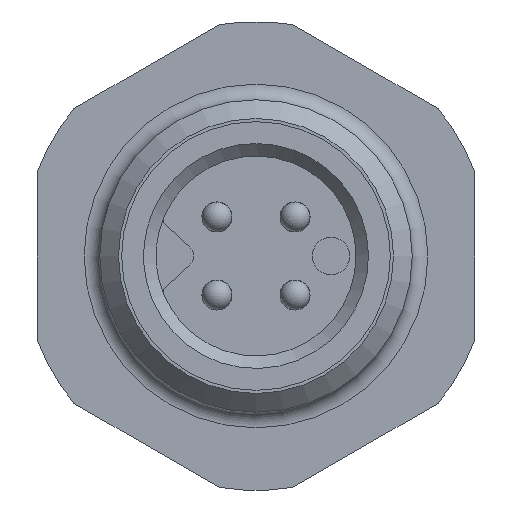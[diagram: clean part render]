
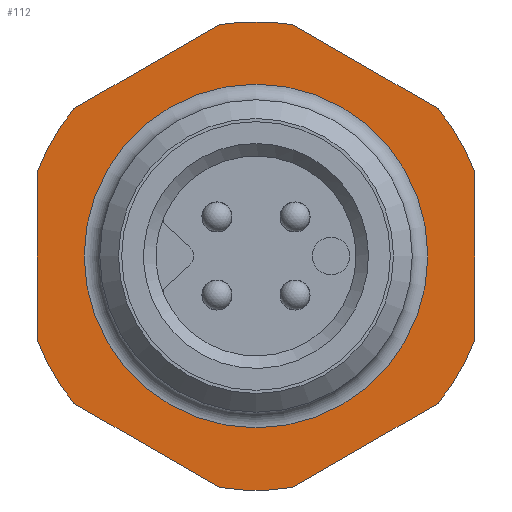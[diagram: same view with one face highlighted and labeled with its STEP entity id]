
A CAD part, left-side view. The second image highlights one B-rep face of the part: STEP entity #112.
In plain terms, the highlighted planar face has unit normal (-1, 0, 0).
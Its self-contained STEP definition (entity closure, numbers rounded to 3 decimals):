
#112=ADVANCED_FACE('',(#188,#189),#162,.F.);
#162=PLANE('',#832);
#188=FACE_BOUND('',#259,.T.);
#189=FACE_BOUND('',#260,.T.);
#259=EDGE_LOOP('',(#437));
#260=EDGE_LOOP('',(#438,#439,#440,#441,#442,#443,#444,#445,#446,#447,#448,
#449));
#349=CIRCLE('',#816,3.75);
#350=CIRCLE('',#818,3.75);
#351=CIRCLE('',#820,3.75);
#352=CIRCLE('',#822,3.75);
#353=CIRCLE('',#824,3.75);
#354=CIRCLE('',#826,3.75);
#357=CIRCLE('',#831,2.75);
#437=ORIENTED_EDGE('',*,*,#682,.T.);
#438=ORIENTED_EDGE('',*,*,#678,.T.);
#439=ORIENTED_EDGE('',*,*,#683,.T.);
#440=ORIENTED_EDGE('',*,*,#664,.T.);
#441=ORIENTED_EDGE('',*,*,#684,.T.);
#442=ORIENTED_EDGE('',*,*,#667,.T.);
#443=ORIENTED_EDGE('',*,*,#685,.T.);
#444=ORIENTED_EDGE('',*,*,#670,.T.);
#445=ORIENTED_EDGE('',*,*,#686,.T.);
#446=ORIENTED_EDGE('',*,*,#673,.T.);
#447=ORIENTED_EDGE('',*,*,#687,.T.);
#448=ORIENTED_EDGE('',*,*,#676,.T.);
#449=ORIENTED_EDGE('',*,*,#688,.T.);
#591=VERTEX_POINT('',#1212);
#592=VERTEX_POINT('',#1214);
#593=VERTEX_POINT('',#1218);
#594=VERTEX_POINT('',#1220);
#595=VERTEX_POINT('',#1224);
#596=VERTEX_POINT('',#1226);
#597=VERTEX_POINT('',#1230);
#598=VERTEX_POINT('',#1232);
#599=VERTEX_POINT('',#1236);
#600=VERTEX_POINT('',#1238);
#601=VERTEX_POINT('',#1242);
#602=VERTEX_POINT('',#1244);
#605=VERTEX_POINT('',#1253);
#664=EDGE_CURVE('',#591,#592,#349,.T.);
#667=EDGE_CURVE('',#593,#594,#350,.T.);
#670=EDGE_CURVE('',#595,#596,#351,.T.);
#673=EDGE_CURVE('',#597,#598,#352,.T.);
#676=EDGE_CURVE('',#599,#600,#353,.T.);
#678=EDGE_CURVE('',#602,#601,#354,.T.);
#682=EDGE_CURVE('',#605,#605,#357,.T.);
#683=EDGE_CURVE('',#601,#591,#757,.T.);
#684=EDGE_CURVE('',#592,#593,#758,.T.);
#685=EDGE_CURVE('',#594,#595,#759,.T.);
#686=EDGE_CURVE('',#596,#597,#760,.T.);
#687=EDGE_CURVE('',#598,#599,#761,.T.);
#688=EDGE_CURVE('',#600,#602,#762,.T.);
#757=LINE('',#1254,#791);
#758=LINE('',#1255,#792);
#759=LINE('',#1256,#793);
#760=LINE('',#1257,#794);
#761=LINE('',#1258,#795);
#762=LINE('',#1259,#796);
#791=VECTOR('',#989,1.);
#792=VECTOR('',#990,1.);
#793=VECTOR('',#991,1.);
#794=VECTOR('',#992,1.);
#795=VECTOR('',#993,1.);
#796=VECTOR('',#994,1.);
#816=AXIS2_PLACEMENT_3D('',#1215,#947,#948);
#818=AXIS2_PLACEMENT_3D('',#1221,#953,#954);
#820=AXIS2_PLACEMENT_3D('',#1227,#959,#960);
#822=AXIS2_PLACEMENT_3D('',#1233,#965,#966);
#824=AXIS2_PLACEMENT_3D('',#1239,#971,#972);
#826=AXIS2_PLACEMENT_3D('',#1243,#976,#977);
#831=AXIS2_PLACEMENT_3D('',#1252,#987,#988);
#832=AXIS2_PLACEMENT_3D('',#1260,#995,#996);
#947=DIRECTION('',(-1.,0.,0.));
#948=DIRECTION('',(0.,0.,-1.));
#953=DIRECTION('',(-1.,0.,0.));
#954=DIRECTION('',(0.,0.,-1.));
#959=DIRECTION('',(-1.,0.,0.));
#960=DIRECTION('',(0.,0.,-1.));
#965=DIRECTION('',(-1.,0.,0.));
#966=DIRECTION('',(0.,0.,-1.));
#971=DIRECTION('',(-1.,0.,0.));
#972=DIRECTION('',(0.,0.,-1.));
#976=DIRECTION('',(-1.,0.,0.));
#977=DIRECTION('',(0.,0.,-1.));
#987=DIRECTION('',(1.,0.,0.));
#988=DIRECTION('',(0.,0.,-1.));
#989=DIRECTION('',(0.,-0.866,-0.5));
#990=DIRECTION('',(0.,-0.866,0.5));
#991=DIRECTION('',(0.,0.,1.));
#992=DIRECTION('',(0.,0.866,0.5));
#993=DIRECTION('',(0.,0.866,-0.5));
#994=DIRECTION('',(0.,0.,-1.));
#995=DIRECTION('',(1.,0.,0.));
#996=DIRECTION('',(0.,0.,1.));
#1212=CARTESIAN_POINT('',(5.7,0.584,-3.704));
#1214=CARTESIAN_POINT('',(5.7,-0.584,-3.704));
#1215=CARTESIAN_POINT('',(5.7,0.,0.));
#1218=CARTESIAN_POINT('',(5.7,-2.916,-2.358));
#1220=CARTESIAN_POINT('',(5.7,-3.5,-1.346));
#1221=CARTESIAN_POINT('',(5.7,0.,0.));
#1224=CARTESIAN_POINT('',(5.7,-3.5,1.346));
#1226=CARTESIAN_POINT('',(5.7,-2.916,2.358));
#1227=CARTESIAN_POINT('',(5.7,0.,0.));
#1230=CARTESIAN_POINT('',(5.7,-0.584,3.704));
#1232=CARTESIAN_POINT('',(5.7,0.584,3.704));
#1233=CARTESIAN_POINT('',(5.7,0.,0.));
#1236=CARTESIAN_POINT('',(5.7,2.916,2.358));
#1238=CARTESIAN_POINT('',(5.7,3.5,1.346));
#1239=CARTESIAN_POINT('',(5.7,0.,0.));
#1242=CARTESIAN_POINT('',(5.7,2.916,-2.358));
#1243=CARTESIAN_POINT('',(5.7,0.,0.));
#1244=CARTESIAN_POINT('',(5.7,3.5,-1.346));
#1252=CARTESIAN_POINT('',(5.7,0.,0.));
#1253=CARTESIAN_POINT('',(5.7,0.,-2.75));
#1254=CARTESIAN_POINT('',(5.7,3.915,-1.781));
#1255=CARTESIAN_POINT('',(5.7,0.415,-4.281));
#1256=CARTESIAN_POINT('',(5.7,-3.5,-2.5));
#1257=CARTESIAN_POINT('',(5.7,-3.915,1.781));
#1258=CARTESIAN_POINT('',(5.7,-0.415,4.281));
#1259=CARTESIAN_POINT('',(5.7,3.5,2.5));
#1260=CARTESIAN_POINT('',(5.7,0.,0.));
